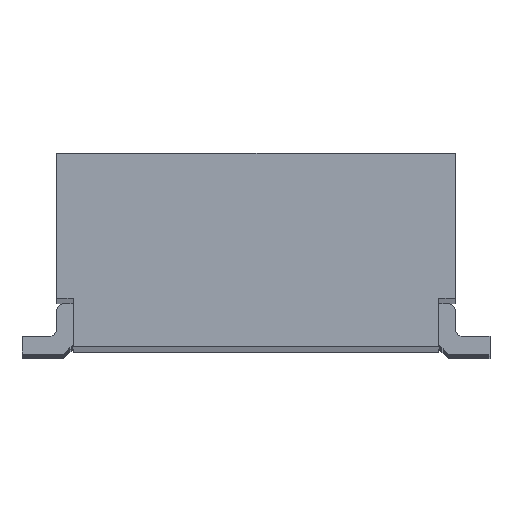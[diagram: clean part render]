
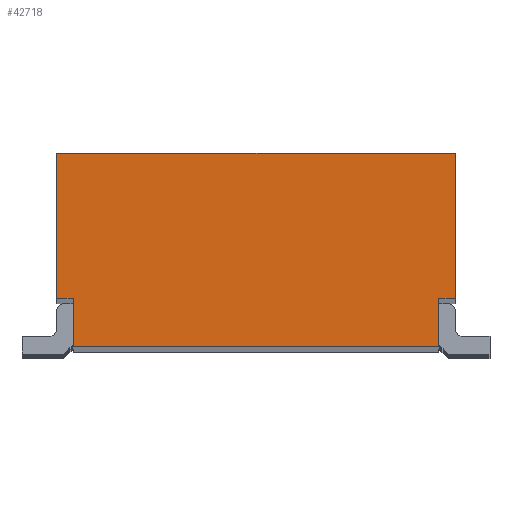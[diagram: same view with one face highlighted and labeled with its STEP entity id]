
A CAD part, top view. The second image highlights one B-rep face of the part: STEP entity #42718.
In plain terms, the highlighted planar face has unit normal (0, 0, 1).
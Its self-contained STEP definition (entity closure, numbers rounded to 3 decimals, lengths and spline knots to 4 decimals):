
#4092=FACE_OUTER_BOUND('',#6488,.T.);
#6488=EDGE_LOOP('',(#38349,#38350,#38351,#38352,#38353,#38354,#38355,#38356));
#11392=LINE('',#69563,#16472);
#11425=LINE('',#69633,#16505);
#11431=LINE('',#69645,#16511);
#11435=LINE('',#69653,#16515);
#11552=LINE('',#69974,#16632);
#11553=LINE('',#69978,#16633);
#11561=LINE('',#69993,#16641);
#11568=LINE('',#70006,#16648);
#16472=VECTOR('',#57297,10.);
#16505=VECTOR('',#57350,1.);
#16511=VECTOR('',#57358,1.);
#16515=VECTOR('',#57364,10.);
#16632=VECTOR('',#57711,1.);
#16633=VECTOR('',#57714,1.);
#16641=VECTOR('',#57724,1.);
#16648=VECTOR('',#57743,1.);
#20449=VERTEX_POINT('',#69556);
#20452=VERTEX_POINT('',#69561);
#20478=VERTEX_POINT('',#69630);
#20479=VERTEX_POINT('',#69632);
#20484=VERTEX_POINT('',#69643);
#20487=VERTEX_POINT('',#69652);
#20577=VERTEX_POINT('',#69976);
#20578=VERTEX_POINT('',#69977);
#26288=EDGE_CURVE('',#20452,#20449,#11392,.T.);
#26321=EDGE_CURVE('',#20478,#20479,#11425,.T.);
#26327=EDGE_CURVE('',#20484,#20478,#11431,.T.);
#26331=EDGE_CURVE('',#20479,#20487,#11435,.T.);
#26492=EDGE_CURVE('',#20452,#20487,#11552,.T.);
#26493=EDGE_CURVE('',#20577,#20578,#11553,.T.);
#26501=EDGE_CURVE('',#20578,#20449,#11561,.T.);
#26508=EDGE_CURVE('',#20484,#20577,#11568,.T.);
#38349=ORIENTED_EDGE('',*,*,#26508,.T.);
#38350=ORIENTED_EDGE('',*,*,#26493,.T.);
#38351=ORIENTED_EDGE('',*,*,#26501,.T.);
#38352=ORIENTED_EDGE('',*,*,#26288,.F.);
#38353=ORIENTED_EDGE('',*,*,#26492,.T.);
#38354=ORIENTED_EDGE('',*,*,#26331,.F.);
#38355=ORIENTED_EDGE('',*,*,#26321,.F.);
#38356=ORIENTED_EDGE('',*,*,#26327,.F.);
#40325=PLANE('',#46182);
#42718=ADVANCED_FACE('',(#4092),#40325,.T.);
#46182=AXIS2_PLACEMENT_3D('',#70007,#57744,#57745);
#57297=DIRECTION('',(0.,1.,0.));
#57350=DIRECTION('',(-1.,0.,0.));
#57358=DIRECTION('',(0.,-1.,0.));
#57364=DIRECTION('',(0.,-1.,0.));
#57711=DIRECTION('',(1.,0.,0.));
#57714=DIRECTION('',(0.,-1.,0.));
#57724=DIRECTION('',(1.,0.,0.));
#57743=DIRECTION('',(-1.,0.,0.));
#57744=DIRECTION('center_axis',(0.,0.,
1.));
#57745=DIRECTION('ref_axis',(1.,0.,0.));
#69556=CARTESIAN_POINT('',(-1.32,0.35,5.185));
#69561=CARTESIAN_POINT('',(-1.32,0.,5.185));
#69563=CARTESIAN_POINT('',(-1.32,0.3375,5.185));
#69630=CARTESIAN_POINT('',(1.44,0.35,5.185));
#69632=CARTESIAN_POINT('',(1.32,0.35,5.185));
#69633=CARTESIAN_POINT('',(1.44,0.35,5.185));
#69643=CARTESIAN_POINT('',(1.44,1.4,5.185));
#69645=CARTESIAN_POINT('',(1.44,1.4,5.185));
#69652=CARTESIAN_POINT('',(1.32,0.,5.185));
#69653=CARTESIAN_POINT('',(1.32,0.3375,5.185));
#69974=CARTESIAN_POINT('',(-1.32,0.,5.185));
#69976=CARTESIAN_POINT('',(-1.44,1.4,5.185));
#69977=CARTESIAN_POINT('',(-1.44,0.35,5.185));
#69978=CARTESIAN_POINT('',(-1.44,1.4,5.185));
#69993=CARTESIAN_POINT('',(-1.44,0.35,5.185));
#70006=CARTESIAN_POINT('',(1.44,1.4,5.185));
#70007=CARTESIAN_POINT('Origin',(1.32,0.,5.185));
